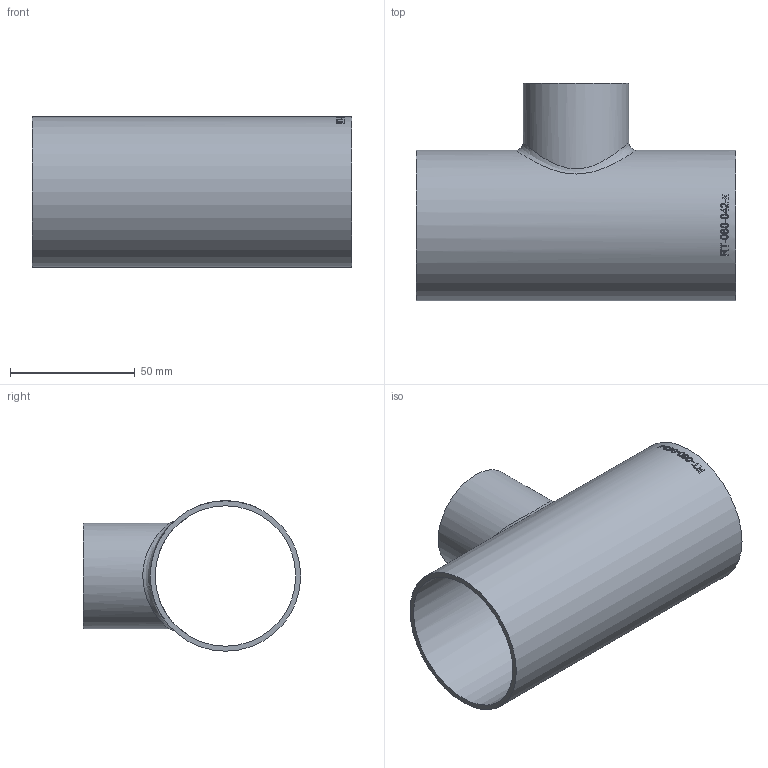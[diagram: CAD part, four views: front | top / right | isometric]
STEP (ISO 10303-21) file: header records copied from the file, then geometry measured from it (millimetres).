
FILE_DESCRIPTION (( 'STEP AP214' ), '1' );
FILE_NAME ('RT-060-042-x T-Stück Ø60,3x2,0-Ø42,4x2,0 BL128 1910.STEP', '2019-10-22T09:12:20', ( '' ), ( '' ), 'SwSTEP 2.0', 'SolidWorks 2016', '' );
FILE_SCHEMA (( 'AUTOMOTIVE_DESIGN' ));
Length unit declared in the file: millimetre
Products named in the file (1): RT-060-042-x T-Stück Ø60,3x2,0-Ø42,4x2,0 BL128 1910
Bounding box: 128 x 87.15 x 60.3 mm (x, y, z)
Volume: 52203.7 mm3; surface area: 53016 mm2
Topology: 1 solids, 1 shells, 154 faces, 400 edges, 266 vertices
Faces by surface type: bspline 81, plane 51, cylinder 22
Full cylindrical faces by diameter (mm): 38.4 x1, 42.4 x1, 56.3 x1, 60.3 x1
Entity records: 17955 total; most frequent: CARTESIAN_POINT 13324, ORIENTED_EDGE 782, EDGE_CURVE 391, DIRECTION 350, VERTEX_POINT 264, B_SPLINE_CURVE_WITH_KNOTS 251, EDGE_LOOP 183, FACE_OUTER_BOUND 160
